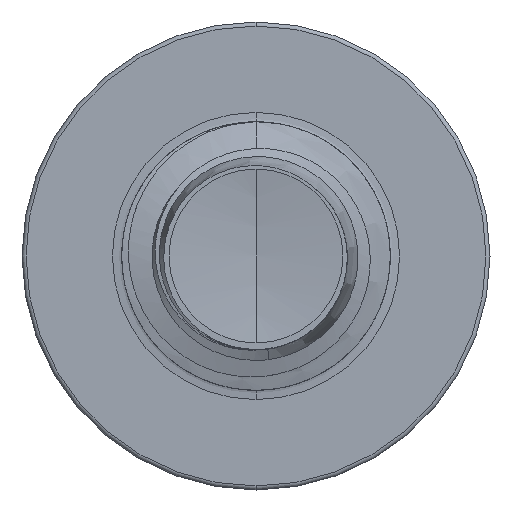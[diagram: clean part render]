
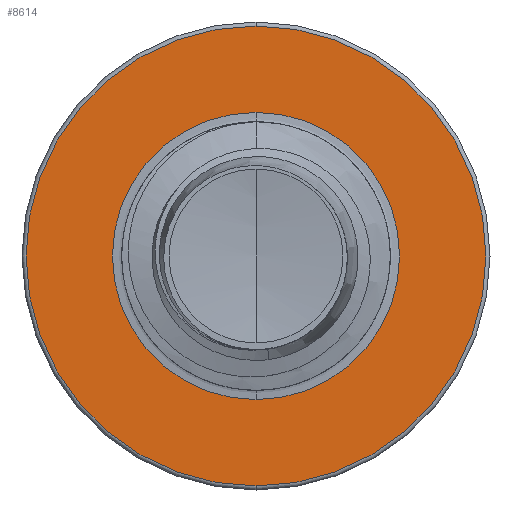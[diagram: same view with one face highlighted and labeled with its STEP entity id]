
A CAD part, front view. The second image highlights one B-rep face of the part: STEP entity #8614.
In plain terms, the highlighted planar face has unit normal (0, -1, 0).
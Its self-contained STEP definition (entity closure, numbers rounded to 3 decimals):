
#595 = AXIS2_PLACEMENT_3D ( 'NONE', #20376, #11155, #722 ) ;
#722 = DIRECTION ( 'NONE',  ( 0., 0., 1. ) ) ;
#783 = DIRECTION ( 'NONE',  ( 0., 1., 0. ) ) ;
#916 = CIRCLE ( 'NONE', #4896, 1.872 ) ;
#1327 = CARTESIAN_POINT ( 'NONE',  ( 0., 10., -1.872 ) ) ;
#1526 = DIRECTION ( 'NONE',  ( 0., 0., 1. ) ) ;
#1943 = PLANE ( 'NONE',  #10096 ) ;
#2200 = EDGE_LOOP ( 'NONE', ( #4688, #15075 ) ) ;
#3442 = CIRCLE ( 'NONE', #6161, 2.998 ) ;
#3713 = CARTESIAN_POINT ( 'NONE',  ( 0., 10., -1.872 ) ) ;
#4688 = ORIENTED_EDGE ( 'NONE', *, *, #14587, .F. ) ;
#4896 = AXIS2_PLACEMENT_3D ( 'NONE', #8098, #18976, #9803 ) ;
#6161 = AXIS2_PLACEMENT_3D ( 'NONE', #11197, #783, #12680 ) ;
#6797 = VERTEX_POINT ( 'NONE', #18961 ) ;
#7532 = ORIENTED_EDGE ( 'NONE', *, *, #15792, .T. ) ;
#7682 = VERTEX_POINT ( 'NONE', #10411 ) ;
#8098 = CARTESIAN_POINT ( 'NONE',  ( 0., 10., 0. ) ) ;
#8305 = CARTESIAN_POINT ( 'NONE',  ( 0., 10., 2.998 ) ) ;
#8614 = ADVANCED_FACE ( 'NONE', ( #9793, #9284 ), #1943, .F. ) ;
#9284 = FACE_BOUND ( 'NONE', #17267, .T. ) ;
#9473 = AXIS2_PLACEMENT_3D ( 'NONE', #21108, #11768, #1526 ) ;
#9793 = FACE_OUTER_BOUND ( 'NONE', #2200, .T. ) ;
#9803 = DIRECTION ( 'NONE',  ( 0., 0., 1. ) ) ;
#10096 = AXIS2_PLACEMENT_3D ( 'NONE', #3713, #10622, #16793 ) ;
#10411 = CARTESIAN_POINT ( 'NONE',  ( 0., 10., 1.872 ) ) ;
#10428 = EDGE_CURVE ( 'NONE', #6797, #10970, #19128, .T. ) ;
#10622 = DIRECTION ( 'NONE',  ( 0., 1., 0. ) ) ;
#10970 = VERTEX_POINT ( 'NONE', #8305 ) ;
#11155 = DIRECTION ( 'NONE',  ( 0., 1., 0. ) ) ;
#11197 = CARTESIAN_POINT ( 'NONE',  ( 0., 10., 0. ) ) ;
#11326 = ORIENTED_EDGE ( 'NONE', *, *, #18927, .T. ) ;
#11427 = CIRCLE ( 'NONE', #595, 1.872 ) ;
#11768 = DIRECTION ( 'NONE',  ( 0., 1., 0. ) ) ;
#12680 = DIRECTION ( 'NONE',  ( 0., 0., 1. ) ) ;
#14587 = EDGE_CURVE ( 'NONE', #10970, #6797, #3442, .T. ) ;
#15075 = ORIENTED_EDGE ( 'NONE', *, *, #10428, .F. ) ;
#15792 = EDGE_CURVE ( 'NONE', #16109, #7682, #916, .T. ) ;
#16109 = VERTEX_POINT ( 'NONE', #1327 ) ;
#16793 = DIRECTION ( 'NONE',  ( 0., 0., 1. ) ) ;
#17267 = EDGE_LOOP ( 'NONE', ( #11326, #7532 ) ) ;
#18927 = EDGE_CURVE ( 'NONE', #7682, #16109, #11427, .T. ) ;
#18961 = CARTESIAN_POINT ( 'NONE',  ( 0., 10., -2.997 ) ) ;
#18976 = DIRECTION ( 'NONE',  ( 0., 1., 0. ) ) ;
#19128 = CIRCLE ( 'NONE', #9473, 2.998 ) ;
#20376 = CARTESIAN_POINT ( 'NONE',  ( 0., 10., 0. ) ) ;
#21108 = CARTESIAN_POINT ( 'NONE',  ( 0., 10., 0. ) ) ;
